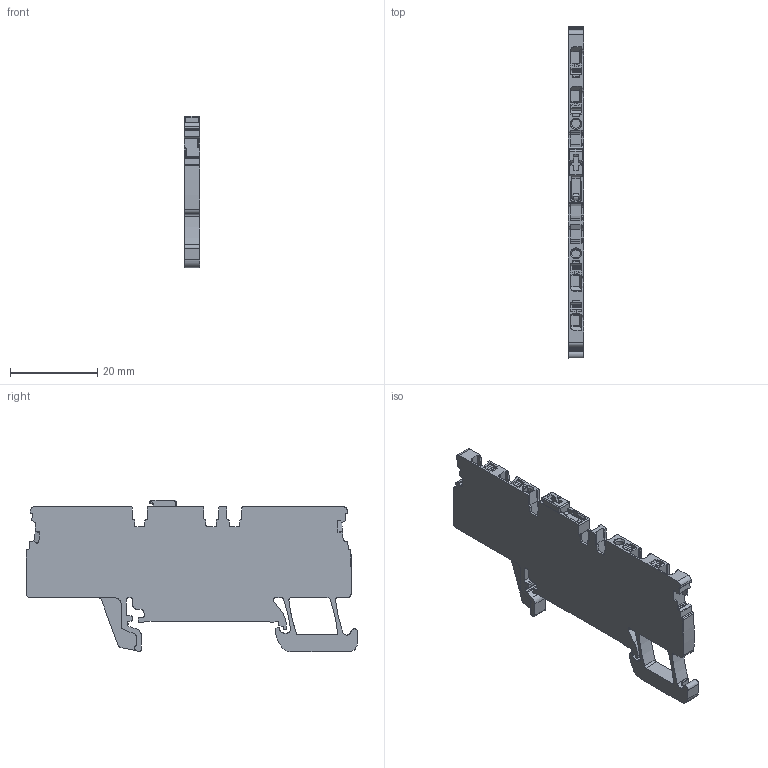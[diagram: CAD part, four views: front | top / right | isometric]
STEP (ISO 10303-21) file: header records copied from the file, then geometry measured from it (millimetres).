
FILE_DESCRIPTION(('CATIA V5 STEP Exchange','CAx-IF Rec.Pracs.--- Model Styling and Organization---1.5--- 2016-08-15','CAx-IF Rec.Pracs.---Supplemental Geometry---1.0---2011-11-01','CAx-IF Rec.Pracs.--- Composite Materials ---1.1---2010-07-15'),'2;1');
FILE_NAME ('1893609-2_1', '2024-05-29T10:03:28+00:00', ('none'), ('Weidmueller'), 'CATIA Version 5-6 Release 2022 SP4 HF5', 'CATIA V5 STEP AP214 v3', 'none');
FILE_SCHEMA(('AUTOMOTIVE_DESIGN { 1 0 10303 214 1 1 1 1 }'));
Length unit declared in the file: millimetre
Products named in the file (1): 2941230000
Bounding box: 3.5 x 76.17 x 34.85 mm (x, y, z)
Volume: 5516.3 mm3; surface area: 6291.9 mm2
Topology: 5 solids, 9 shells, 1094 faces, 3055 edges, 1973 vertices
Faces by surface type: plane 483, cylinder 409, extrusion 113, torus 39, bspline 30, sphere 12, cone 8
Entity records: 37002 total; most frequent: CARTESIAN_POINT 10217, ORIENTED_EDGE 6086, DIRECTION 4377, EDGE_CURVE 3043, VECTOR 1995, VERTEX_POINT 1973, LINE 1882, AXIS2_PLACEMENT_3D 1545
